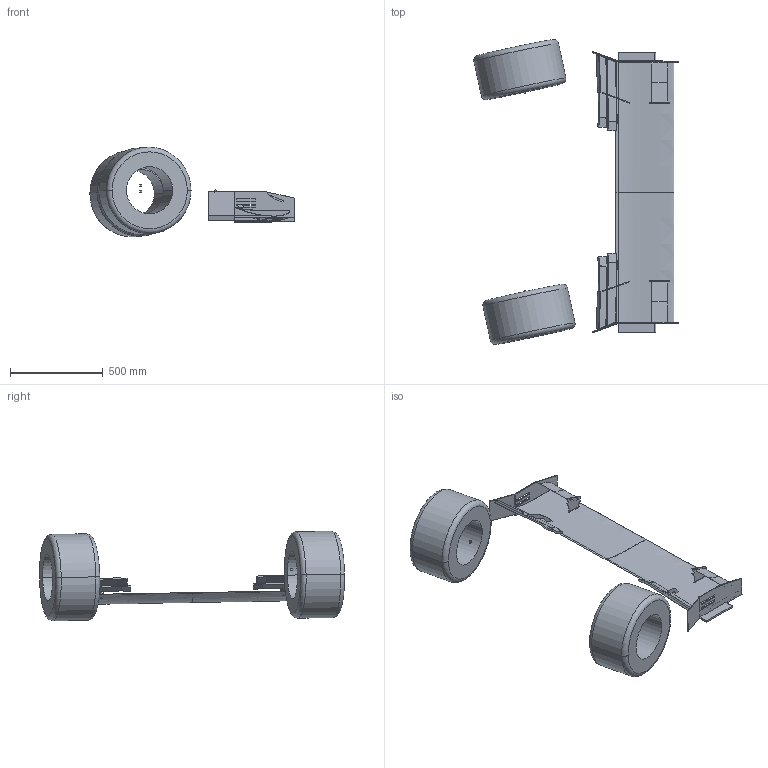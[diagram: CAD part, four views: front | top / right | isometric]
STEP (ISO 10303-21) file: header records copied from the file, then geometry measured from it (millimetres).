
FILE_DESCRIPTION(('CATIA V5 STEP Exchange'),'2;1');
FILE_NAME('allmodel 2019.stp','2018-12-30T03:18:40+00:00',('none'),('none'),'CATIA Version 5 Release 17 (IN-10)','CATIA V5 STEP AP203','none');
FILE_SCHEMA(('CONFIG_CONTROL_DESIGN'));
Length unit declared in the file: millimetre
Products named in the file (6): 2019model; AssyTsutsui2018A; AssyTsutsui2018; frontwing; mainfrapF; Symmetry of mainfrapF
Assembly tree (21 placements, depth 4):
  2019model
    AssyTsutsui2018A
      AssyTsutsui2018
        #68
        #412
    frontwing
      #792
      #1494
      #7241  x2
      #7737
      #10200
      mainfrapF
        #10381
      #15140
      #15842  x2
      #16351
      #18801
      #18976
      Symmetry of mainfrapF
        #24729
Bounding box: 1099.5 x 1641.18 x 482.47 mm (x, y, z)
Volume: 59681656.4 mm3; surface area: 3917081.8 mm2
Topology: 24 solids, 24 shells, 230 faces, 510 edges, 326 vertices
Faces by surface type: plane 138, cylinder 52, bspline 28, torus 8, sphere 4
Entity records: 29454 total; most frequent: CARTESIAN_POINT 24884, ORIENTED_EDGE 908, DIRECTION 728, EDGE_CURVE 454, VERTEX_POINT 294, AXIS2_PLACEMENT_3D 282, VECTOR 262, LINE 262
